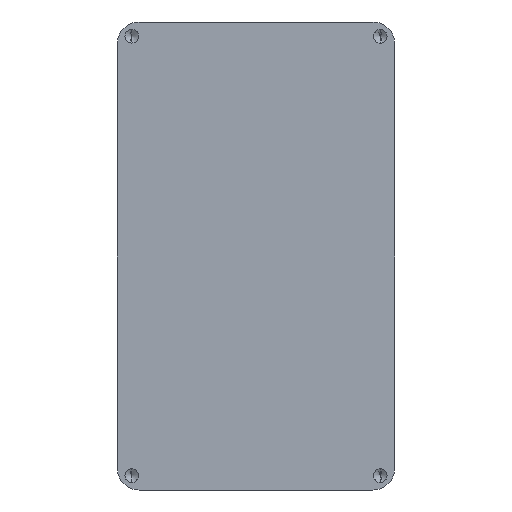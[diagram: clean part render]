
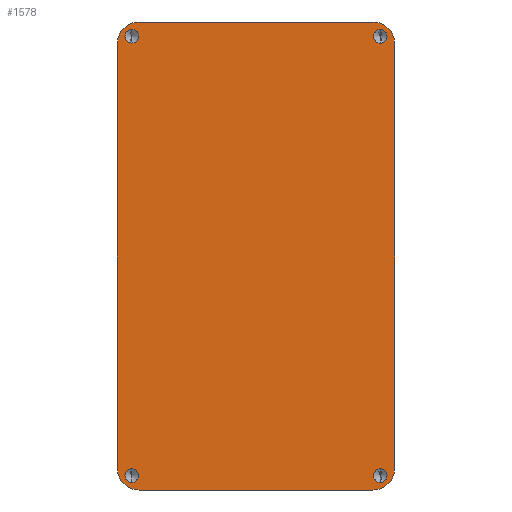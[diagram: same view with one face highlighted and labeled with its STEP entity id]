
A CAD part, front view. The second image highlights one B-rep face of the part: STEP entity #1578.
In plain terms, the highlighted planar face has unit normal (0, -1, 0).
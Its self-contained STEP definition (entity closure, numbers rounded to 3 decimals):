
#7 = ORIENTED_EDGE ( 'NONE', *, *, #1057, .T. ) ;
#25 = FACE_BOUND ( 'NONE', #1593, .T. ) ;
#33 = VERTEX_POINT ( 'NONE', #1400 ) ;
#39 = DIRECTION ( 'NONE',  ( 0., -1., 0. ) ) ;
#59 = CIRCLE ( 'NONE', #1819, 1.575 ) ;
#60 = VERTEX_POINT ( 'NONE', #1369 ) ;
#99 = CARTESIAN_POINT ( 'NONE',  ( -0.663, -3., 2.281 ) ) ;
#129 = CARTESIAN_POINT ( 'NONE',  ( 56.677, -3., -0.898 ) ) ;
#141 = AXIS2_PLACEMENT_3D ( 'NONE', #1755, #272, #924 ) ;
#151 = DIRECTION ( 'NONE',  ( 0., -1., 0. ) ) ;
#158 = CARTESIAN_POINT ( 'NONE',  ( 60., -3., -1. ) ) ;
#168 = CARTESIAN_POINT ( 'NONE',  ( -0.677, -3., -100.677 ) ) ;
#193 = VERTEX_POINT ( 'NONE', #481 ) ;
#199 = FACE_BOUND ( 'NONE', #490, .T. ) ;
#210 = CARTESIAN_POINT ( 'NONE',  ( 55., -3., 4. ) ) ;
#214 = CARTESIAN_POINT ( 'NONE',  ( -0.663, -3., 0.706 ) ) ;
#238 = VERTEX_POINT ( 'NONE', #158 ) ;
#272 = DIRECTION ( 'NONE',  ( 0., -1., 0. ) ) ;
#276 = CARTESIAN_POINT ( 'NONE',  ( 1., -3., -104. ) ) ;
#279 = VECTOR ( 'NONE', #1934, 1000. ) ;
#284 = VERTEX_POINT ( 'NONE', #210 ) ;
#285 = DIRECTION ( 'NONE',  ( 0., 0., -1. ) ) ;
#292 = CIRCLE ( 'NONE', #2065, 1.575 ) ;
#332 = CARTESIAN_POINT ( 'NONE',  ( -0.663, -3., 0.706 ) ) ;
#360 = DIRECTION ( 'NONE',  ( 0., -1., 0. ) ) ;
#371 = VERTEX_POINT ( 'NONE', #1831 ) ;
#397 = LINE ( 'NONE', #1060, #1245 ) ;
#419 = CARTESIAN_POINT ( 'NONE',  ( 1., -3., 4. ) ) ;
#420 = EDGE_CURVE ( 'NONE', #60, #851, #1450, .T. ) ;
#460 = AXIS2_PLACEMENT_3D ( 'NONE', #1193, #360, #1721 ) ;
#474 = VERTEX_POINT ( 'NONE', #1546 ) ;
#481 = CARTESIAN_POINT ( 'NONE',  ( -4., -3., -1. ) ) ;
#490 = EDGE_LOOP ( 'NONE', ( #1921, #1107 ) ) ;
#533 = VERTEX_POINT ( 'NONE', #276 ) ;
#537 = DIRECTION ( 'NONE',  ( 0., 0., -1. ) ) ;
#544 = EDGE_LOOP ( 'NONE', ( #1890, #1830 ) ) ;
#550 = DIRECTION ( 'NONE',  ( 0., 0., -1. ) ) ;
#553 = EDGE_CURVE ( 'NONE', #371, #1986, #594, .T. ) ;
#594 = CIRCLE ( 'NONE', #1816, 1.575 ) ;
#625 = VERTEX_POINT ( 'NONE', #99 ) ;
#646 = CARTESIAN_POINT ( 'NONE',  ( 55., -3., -104. ) ) ;
#672 = PLANE ( 'NONE',  #1872 ) ;
#700 = DIRECTION ( 'NONE',  ( 0., -1., 0. ) ) ;
#707 = EDGE_CURVE ( 'NONE', #33, #533, #878, .T. ) ;
#713 = DIRECTION ( 'NONE',  ( 0., -1., 0. ) ) ;
#718 = CARTESIAN_POINT ( 'NONE',  ( 56.677, -3., -100.677 ) ) ;
#737 = CARTESIAN_POINT ( 'NONE',  ( -0.677, -3., -100.677 ) ) ;
#751 = CARTESIAN_POINT ( 'NONE',  ( 60., -3., -99. ) ) ;
#759 = VERTEX_POINT ( 'NONE', #129 ) ;
#771 = EDGE_CURVE ( 'NONE', #1355, #284, #1326, .T. ) ;
#795 = LINE ( 'NONE', #2129, #279 ) ;
#819 = CARTESIAN_POINT ( 'NONE',  ( 56.677, -3., 2.252 ) ) ;
#824 = ORIENTED_EDGE ( 'NONE', *, *, #898, .T. ) ;
#840 = DIRECTION ( 'NONE',  ( 0., -1., 0. ) ) ;
#851 = VERTEX_POINT ( 'NONE', #1212 ) ;
#861 = EDGE_CURVE ( 'NONE', #759, #1166, #59, .T. ) ;
#870 = DIRECTION ( 'NONE',  ( 0., 0., -1. ) ) ;
#875 = ORIENTED_EDGE ( 'NONE', *, *, #707, .T. ) ;
#878 = CIRCLE ( 'NONE', #2097, 5. ) ;
#886 = CARTESIAN_POINT ( 'NONE',  ( 56.677, -3., 0.677 ) ) ;
#896 = CIRCLE ( 'NONE', #2051, 1.575 ) ;
#898 = EDGE_CURVE ( 'NONE', #533, #1888, #991, .T. ) ;
#900 = ORIENTED_EDGE ( 'NONE', *, *, #1058, .F. ) ;
#921 = EDGE_CURVE ( 'NONE', #474, #625, #896, .T. ) ;
#924 = DIRECTION ( 'NONE',  ( 0., 0., 1. ) ) ;
#991 = LINE ( 'NONE', #1335, #1764 ) ;
#1057 = EDGE_CURVE ( 'NONE', #193, #33, #397, .T. ) ;
#1058 = EDGE_CURVE ( 'NONE', #238, #1756, #795, .T. ) ;
#1060 = CARTESIAN_POINT ( 'NONE',  ( -4., -3., 4. ) ) ;
#1065 = CIRCLE ( 'NONE', #1834, 1.575 ) ;
#1066 = AXIS2_PLACEMENT_3D ( 'NONE', #718, #1215, #870 ) ;
#1076 = ORIENTED_EDGE ( 'NONE', *, *, #553, .F. ) ;
#1088 = ORIENTED_EDGE ( 'NONE', *, *, #1843, .T. ) ;
#1097 = AXIS2_PLACEMENT_3D ( 'NONE', #168, #840, #1165 ) ;
#1107 = ORIENTED_EDGE ( 'NONE', *, *, #1926, .F. ) ;
#1111 = DIRECTION ( 'NONE',  ( 0., -1., 0. ) ) ;
#1137 = DIRECTION ( 'NONE',  ( 0., -1., 0. ) ) ;
#1159 = CARTESIAN_POINT ( 'NONE',  ( 1., -3., -99. ) ) ;
#1165 = DIRECTION ( 'NONE',  ( 0., 0., -1. ) ) ;
#1166 = VERTEX_POINT ( 'NONE', #819 ) ;
#1177 = FACE_BOUND ( 'NONE', #544, .T. ) ;
#1178 = ORIENTED_EDGE ( 'NONE', *, *, #771, .F. ) ;
#1193 = CARTESIAN_POINT ( 'NONE',  ( 55., -3., -1. ) ) ;
#1197 = FACE_OUTER_BOUND ( 'NONE', #1218, .T. ) ;
#1201 = DIRECTION ( 'NONE',  ( 0., -1., 0. ) ) ;
#1202 = CARTESIAN_POINT ( 'NONE',  ( -0.677, -3., -99.102 ) ) ;
#1212 = CARTESIAN_POINT ( 'NONE',  ( 56.677, -3., -99.102 ) ) ;
#1215 = DIRECTION ( 'NONE',  ( 0., -1., 0. ) ) ;
#1218 = EDGE_LOOP ( 'NONE', ( #824, #1088, #900, #2060, #1178, #1676, #7, #875 ) ) ;
#1245 = VECTOR ( 'NONE', #1730, 1000. ) ;
#1315 = DIRECTION ( 'NONE',  ( 0., 0., 1. ) ) ;
#1324 = EDGE_CURVE ( 'NONE', #1166, #759, #292, .T. ) ;
#1326 = LINE ( 'NONE', #1945, #1996 ) ;
#1333 = EDGE_LOOP ( 'NONE', ( #1076, #2087 ) ) ;
#1335 = CARTESIAN_POINT ( 'NONE',  ( -4., -3., -104. ) ) ;
#1355 = VERTEX_POINT ( 'NONE', #419 ) ;
#1367 = CARTESIAN_POINT ( 'NONE',  ( 0., -3., 0. ) ) ;
#1369 = CARTESIAN_POINT ( 'NONE',  ( 56.677, -3., -102.252 ) ) ;
#1377 = ORIENTED_EDGE ( 'NONE', *, *, #420, .F. ) ;
#1400 = CARTESIAN_POINT ( 'NONE',  ( -4., -3., -99. ) ) ;
#1406 = CIRCLE ( 'NONE', #460, 5. ) ;
#1421 = EDGE_CURVE ( 'NONE', #1355, #193, #1522, .T. ) ;
#1427 = AXIS2_PLACEMENT_3D ( 'NONE', #332, #1111, #1467 ) ;
#1450 = CIRCLE ( 'NONE', #1066, 1.575 ) ;
#1467 = DIRECTION ( 'NONE',  ( 0., 0., -1. ) ) ;
#1486 = AXIS2_PLACEMENT_3D ( 'NONE', #2122, #1137, #1655 ) ;
#1515 = FACE_BOUND ( 'NONE', #1333, .T. ) ;
#1522 = CIRCLE ( 'NONE', #141, 5. ) ;
#1546 = CARTESIAN_POINT ( 'NONE',  ( -0.663, -3., -0.869 ) ) ;
#1578 = ADVANCED_FACE ( 'NONE', ( #1177, #199, #1515, #25, #1197 ), #672, .F. ) ;
#1593 = EDGE_LOOP ( 'NONE', ( #1377, #2103 ) ) ;
#1598 = EDGE_CURVE ( 'NONE', #851, #60, #1065, .T. ) ;
#1615 = DIRECTION ( 'NONE',  ( 1., 0., 0. ) ) ;
#1655 = DIRECTION ( 'NONE',  ( 0., 0., 1. ) ) ;
#1659 = DIRECTION ( 'NONE',  ( 0., 1., 0. ) ) ;
#1673 = EDGE_CURVE ( 'NONE', #1986, #371, #2148, .T. ) ;
#1674 = DIRECTION ( 'NONE',  ( 0., 0., -1. ) ) ;
#1676 = ORIENTED_EDGE ( 'NONE', *, *, #1421, .T. ) ;
#1699 = CARTESIAN_POINT ( 'NONE',  ( 56.677, -3., 0.677 ) ) ;
#1721 = DIRECTION ( 'NONE',  ( 0., 0., 1. ) ) ;
#1729 = CIRCLE ( 'NONE', #1427, 1.575 ) ;
#1730 = DIRECTION ( 'NONE',  ( 0., 0., -1. ) ) ;
#1755 = CARTESIAN_POINT ( 'NONE',  ( 1., -3., -1. ) ) ;
#1756 = VERTEX_POINT ( 'NONE', #751 ) ;
#1764 = VECTOR ( 'NONE', #2025, 1000. ) ;
#1769 = DIRECTION ( 'NONE',  ( 0., -1., 0. ) ) ;
#1795 = CIRCLE ( 'NONE', #1486, 5. ) ;
#1816 = AXIS2_PLACEMENT_3D ( 'NONE', #737, #1769, #285 ) ;
#1819 = AXIS2_PLACEMENT_3D ( 'NONE', #1699, #700, #1674 ) ;
#1830 = ORIENTED_EDGE ( 'NONE', *, *, #1324, .F. ) ;
#1831 = CARTESIAN_POINT ( 'NONE',  ( -0.677, -3., -102.252 ) ) ;
#1834 = AXIS2_PLACEMENT_3D ( 'NONE', #1847, #39, #537 ) ;
#1843 = EDGE_CURVE ( 'NONE', #1888, #1756, #1795, .T. ) ;
#1847 = CARTESIAN_POINT ( 'NONE',  ( 56.677, -3., -100.677 ) ) ;
#1872 = AXIS2_PLACEMENT_3D ( 'NONE', #1367, #1659, #1987 ) ;
#1874 = DIRECTION ( 'NONE',  ( 0., 0., -1. ) ) ;
#1888 = VERTEX_POINT ( 'NONE', #646 ) ;
#1890 = ORIENTED_EDGE ( 'NONE', *, *, #861, .F. ) ;
#1921 = ORIENTED_EDGE ( 'NONE', *, *, #921, .F. ) ;
#1926 = EDGE_CURVE ( 'NONE', #625, #474, #1729, .T. ) ;
#1934 = DIRECTION ( 'NONE',  ( 0., 0., -1. ) ) ;
#1945 = CARTESIAN_POINT ( 'NONE',  ( -4., -3., 4. ) ) ;
#1986 = VERTEX_POINT ( 'NONE', #1202 ) ;
#1987 = DIRECTION ( 'NONE',  ( 0., 0., 1. ) ) ;
#1996 = VECTOR ( 'NONE', #1615, 1000. ) ;
#2025 = DIRECTION ( 'NONE',  ( 1., 0., 0. ) ) ;
#2051 = AXIS2_PLACEMENT_3D ( 'NONE', #214, #1201, #1874 ) ;
#2059 = EDGE_CURVE ( 'NONE', #238, #284, #1406, .T. ) ;
#2060 = ORIENTED_EDGE ( 'NONE', *, *, #2059, .T. ) ;
#2065 = AXIS2_PLACEMENT_3D ( 'NONE', #886, #713, #550 ) ;
#2087 = ORIENTED_EDGE ( 'NONE', *, *, #1673, .F. ) ;
#2097 = AXIS2_PLACEMENT_3D ( 'NONE', #1159, #151, #1315 ) ;
#2103 = ORIENTED_EDGE ( 'NONE', *, *, #1598, .F. ) ;
#2122 = CARTESIAN_POINT ( 'NONE',  ( 55., -3., -99. ) ) ;
#2129 = CARTESIAN_POINT ( 'NONE',  ( 60., -3., 4. ) ) ;
#2148 = CIRCLE ( 'NONE', #1097, 1.575 ) ;
